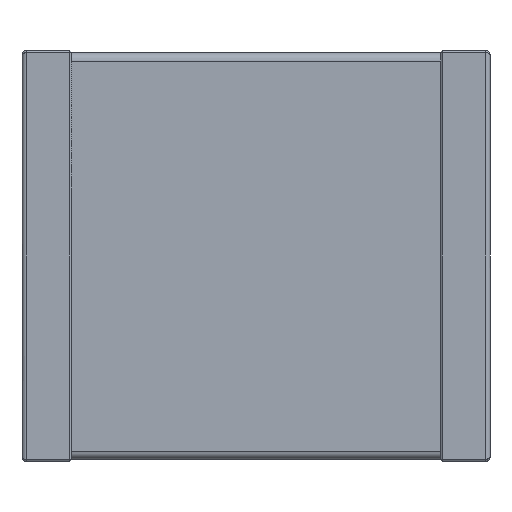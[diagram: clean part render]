
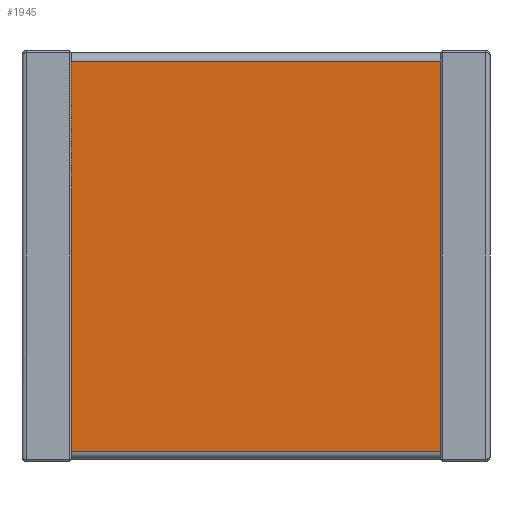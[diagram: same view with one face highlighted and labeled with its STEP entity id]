
A CAD part, front view. The second image highlights one B-rep face of the part: STEP entity #1945.
In plain terms, the highlighted planar face has unit normal (0, -1, 0).
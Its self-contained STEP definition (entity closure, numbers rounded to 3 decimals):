
#71 = FACE_OUTER_BOUND ( 'NONE', #2359, .T. ) ;
#273 = VECTOR ( 'NONE', #2193, 1000. ) ;
#372 = CARTESIAN_POINT ( 'NONE',  ( 2.25, 0.025, 2.375 ) ) ;
#431 = LINE ( 'NONE', #1905, #1042 ) ;
#473 = EDGE_CURVE ( 'NONE', #1971, #1585, #431, .T. ) ;
#487 = CARTESIAN_POINT ( 'NONE',  ( 2.25, 0.025, 2.375 ) ) ;
#539 = DIRECTION ( 'NONE',  ( 0., 0., 1. ) ) ;
#822 = LINE ( 'NONE', #372, #273 ) ;
#861 = VECTOR ( 'NONE', #1684, 1000. ) ;
#1042 = VECTOR ( 'NONE', #1471, 1000. ) ;
#1146 = CARTESIAN_POINT ( 'NONE',  ( 2.25, 0.025, -2.475 ) ) ;
#1208 = LINE ( 'NONE', #1483, #861 ) ;
#1226 = ORIENTED_EDGE ( 'NONE', *, *, #1538, .T. ) ;
#1251 = CARTESIAN_POINT ( 'NONE',  ( 2.25, 0.025, -2.375 ) ) ;
#1347 = DIRECTION ( 'NONE',  ( 0., 1., 0. ) ) ;
#1422 = AXIS2_PLACEMENT_3D ( 'NONE', #1146, #1347, #539 ) ;
#1471 = DIRECTION ( 'NONE',  ( 0., 0., -1. ) ) ;
#1483 = CARTESIAN_POINT ( 'NONE',  ( 2.25, 0.025, -2.375 ) ) ;
#1489 = VERTEX_POINT ( 'NONE', #2399 ) ;
#1538 = EDGE_CURVE ( 'NONE', #1971, #2484, #822, .T. ) ;
#1585 = VERTEX_POINT ( 'NONE', #1251 ) ;
#1684 = DIRECTION ( 'NONE',  ( 1., 0., 0. ) ) ;
#1700 = CARTESIAN_POINT ( 'NONE',  ( -2.25, 0.025, -2.475 ) ) ;
#1742 = PLANE ( 'NONE',  #1422 ) ;
#1802 = EDGE_CURVE ( 'NONE', #2484, #1489, #2535, .T. ) ;
#1866 = ORIENTED_EDGE ( 'NONE', *, *, #473, .F. ) ;
#1905 = CARTESIAN_POINT ( 'NONE',  ( 2.25, 0.025, -2.475 ) ) ;
#1945 = ADVANCED_FACE ( 'NONE', ( #71 ), #1742, .F. ) ;
#1971 = VERTEX_POINT ( 'NONE', #487 ) ;
#2023 = EDGE_CURVE ( 'NONE', #1489, #1585, #1208, .T. ) ;
#2102 = VECTOR ( 'NONE', #2334, 1000. ) ;
#2191 = ORIENTED_EDGE ( 'NONE', *, *, #2023, .T. ) ;
#2193 = DIRECTION ( 'NONE',  ( -1., 0., 0. ) ) ;
#2289 = CARTESIAN_POINT ( 'NONE',  ( -2.25, 0.025, 2.375 ) ) ;
#2334 = DIRECTION ( 'NONE',  ( 0., 0., -1. ) ) ;
#2359 = EDGE_LOOP ( 'NONE', ( #2493, #2191, #1866, #1226 ) ) ;
#2399 = CARTESIAN_POINT ( 'NONE',  ( -2.25, 0.025, -2.375 ) ) ;
#2484 = VERTEX_POINT ( 'NONE', #2289 ) ;
#2493 = ORIENTED_EDGE ( 'NONE', *, *, #1802, .T. ) ;
#2535 = LINE ( 'NONE', #1700, #2102 ) ;
